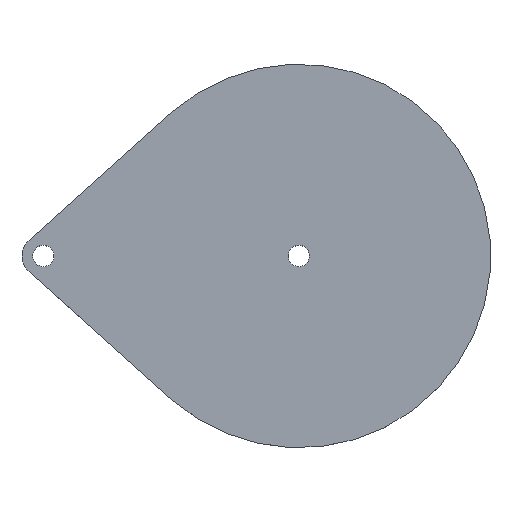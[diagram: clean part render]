
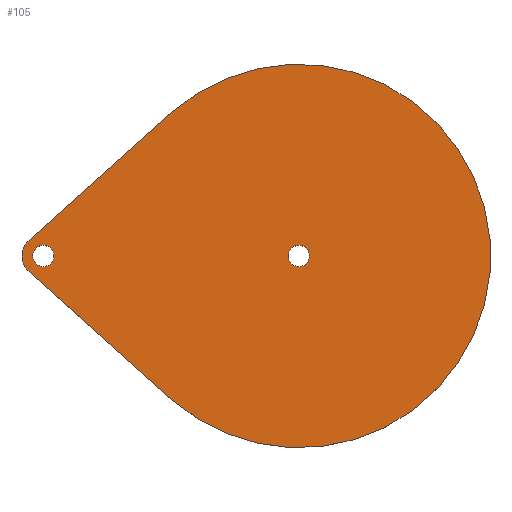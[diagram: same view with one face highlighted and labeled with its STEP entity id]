
A CAD part, top view. The second image highlights one B-rep face of the part: STEP entity #105.
In plain terms, the highlighted planar face has unit normal (0, 0, 1).
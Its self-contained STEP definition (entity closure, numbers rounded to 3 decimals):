
#1 = CARTESIAN_POINT ( 'NONE',  ( 86.109, -4.098, 3. ) ) ;
#4 = CARTESIAN_POINT ( 'NONE',  ( 87.773, -0.373, 3. ) ) ;
#7 = DIRECTION ( 'NONE',  ( -1., 0., 0. ) ) ;
#12 = CIRCLE ( 'NONE', #118, 2.5 ) ;
#25 = ORIENTED_EDGE ( 'NONE', *, *, #86, .F. ) ;
#27 = FACE_BOUND ( 'NONE', #69, .T. ) ;
#33 = LINE ( 'NONE', #4, #214 ) ;
#36 = CARTESIAN_POINT ( 'NONE',  ( 93.609, -4.098, 3. ) ) ;
#42 = EDGE_CURVE ( 'NONE', #300, #191, #420, .T. ) ;
#46 = AXIS2_PLACEMENT_3D ( 'NONE', #346, #247, #7 ) ;
#51 = LINE ( 'NONE', #407, #176 ) ;
#55 = VERTEX_POINT ( 'NONE', #228 ) ;
#60 = CARTESIAN_POINT ( 'NONE',  ( 91.109, -4.098, 3. ) ) ;
#69 = EDGE_LOOP ( 'NONE', ( #399, #384 ) ) ;
#73 = DIRECTION ( 'NONE',  ( -0.745, -0.667, 0. ) ) ;
#86 = EDGE_CURVE ( 'NONE', #101, #244, #12, .T. ) ;
#93 = CIRCLE ( 'NONE', #46, 45.026 ) ;
#95 = CARTESIAN_POINT ( 'NONE',  ( 151.109, -4.098, 3. ) ) ;
#101 = VERTEX_POINT ( 'NONE', #122 ) ;
#103 = AXIS2_PLACEMENT_3D ( 'NONE', #95, #419, #128 ) ;
#105 = ADVANCED_FACE ( 'NONE', ( #323, #416, #27 ), #120, .T. ) ;
#110 = CIRCLE ( 'NONE', #232, 2.5 ) ;
#112 = EDGE_CURVE ( 'NONE', #244, #101, #137, .T. ) ;
#118 = AXIS2_PLACEMENT_3D ( 'NONE', #149, #230, #354 ) ;
#120 = PLANE ( 'NONE',  #234 ) ;
#122 = CARTESIAN_POINT ( 'NONE',  ( 153.609, -4.098, 3. ) ) ;
#127 = EDGE_LOOP ( 'NONE', ( #25, #422 ) ) ;
#128 = DIRECTION ( 'NONE',  ( 1., 0., 0. ) ) ;
#129 = DIRECTION ( 'NONE',  ( 1., 0., 0. ) ) ;
#132 = DIRECTION ( 'NONE',  ( 0., 0., 1. ) ) ;
#137 = CIRCLE ( 'NONE', #103, 2.5 ) ;
#149 = CARTESIAN_POINT ( 'NONE',  ( 151.109, -4.098, 3. ) ) ;
#152 = CIRCLE ( 'NONE', #314, 2.5 ) ;
#155 = ORIENTED_EDGE ( 'NONE', *, *, #344, .T. ) ;
#156 = DIRECTION ( 'NONE',  ( 0., 0., 1. ) ) ;
#173 = DIRECTION ( 'NONE',  ( 0., 0., 1. ) ) ;
#175 = EDGE_CURVE ( 'NONE', #317, #300, #33, .T. ) ;
#176 = VECTOR ( 'NONE', #271, 1000. ) ;
#188 = DIRECTION ( 'NONE',  ( 0., 0., 1. ) ) ;
#191 = VERTEX_POINT ( 'NONE', #1 ) ;
#197 = ORIENTED_EDGE ( 'NONE', *, *, #175, .T. ) ;
#207 = EDGE_CURVE ( 'NONE', #291, #55, #152, .T. ) ;
#212 = CARTESIAN_POINT ( 'NONE',  ( 87.773, -7.823, 3. ) ) ;
#214 = VECTOR ( 'NONE', #73, 1000. ) ;
#219 = DIRECTION ( 'NONE',  ( 1., 0., 0. ) ) ;
#220 = VERTEX_POINT ( 'NONE', #303 ) ;
#228 = CARTESIAN_POINT ( 'NONE',  ( 88.609, -4.098, 3. ) ) ;
#230 = DIRECTION ( 'NONE',  ( 0., 0., 1. ) ) ;
#231 = CARTESIAN_POINT ( 'NONE',  ( 91.109, -4.098, 3. ) ) ;
#232 = AXIS2_PLACEMENT_3D ( 'NONE', #273, #277, #315 ) ;
#234 = AXIS2_PLACEMENT_3D ( 'NONE', #60, #156, #389 ) ;
#244 = VERTEX_POINT ( 'NONE', #403 ) ;
#247 = DIRECTION ( 'NONE',  ( 0., 0., 1. ) ) ;
#248 = CARTESIAN_POINT ( 'NONE',  ( 87.773, -0.373, 3. ) ) ;
#255 = ORIENTED_EDGE ( 'NONE', *, *, #333, .T. ) ;
#271 = DIRECTION ( 'NONE',  ( 0.745, -0.667, 0. ) ) ;
#273 = CARTESIAN_POINT ( 'NONE',  ( 91.109, -4.098, 3. ) ) ;
#276 = CARTESIAN_POINT ( 'NONE',  ( 121.071, 29.445, 3. ) ) ;
#277 = DIRECTION ( 'NONE',  ( 0., 0., 1. ) ) ;
#283 = CIRCLE ( 'NONE', #340, 5. ) ;
#291 = VERTEX_POINT ( 'NONE', #36 ) ;
#300 = VERTEX_POINT ( 'NONE', #248 ) ;
#303 = CARTESIAN_POINT ( 'NONE',  ( 121.071, -37.641, 3. ) ) ;
#305 = ORIENTED_EDGE ( 'NONE', *, *, #42, .T. ) ;
#312 = DIRECTION ( 'NONE',  ( 1., 0., 0. ) ) ;
#314 = AXIS2_PLACEMENT_3D ( 'NONE', #231, #132, #129 ) ;
#315 = DIRECTION ( 'NONE',  ( 1., 0., 0. ) ) ;
#316 = EDGE_CURVE ( 'NONE', #55, #291, #110, .T. ) ;
#317 = VERTEX_POINT ( 'NONE', #276 ) ;
#321 = VERTEX_POINT ( 'NONE', #212 ) ;
#323 = FACE_BOUND ( 'NONE', #127, .T. ) ;
#333 = EDGE_CURVE ( 'NONE', #191, #321, #283, .T. ) ;
#340 = AXIS2_PLACEMENT_3D ( 'NONE', #380, #173, #312 ) ;
#344 = EDGE_CURVE ( 'NONE', #220, #317, #93, .T. ) ;
#346 = CARTESIAN_POINT ( 'NONE',  ( 151.109, -4.098, 3. ) ) ;
#347 = EDGE_CURVE ( 'NONE', #321, #220, #51, .T. ) ;
#348 = ORIENTED_EDGE ( 'NONE', *, *, #347, .T. ) ;
#354 = DIRECTION ( 'NONE',  ( 1., 0., 0. ) ) ;
#358 = CARTESIAN_POINT ( 'NONE',  ( 91.109, -4.098, 3. ) ) ;
#359 = EDGE_LOOP ( 'NONE', ( #305, #255, #348, #155, #197 ) ) ;
#380 = CARTESIAN_POINT ( 'NONE',  ( 91.109, -4.098, 3. ) ) ;
#384 = ORIENTED_EDGE ( 'NONE', *, *, #207, .F. ) ;
#389 = DIRECTION ( 'NONE',  ( 1., 0., 0. ) ) ;
#394 = AXIS2_PLACEMENT_3D ( 'NONE', #358, #188, #219 ) ;
#399 = ORIENTED_EDGE ( 'NONE', *, *, #316, .F. ) ;
#403 = CARTESIAN_POINT ( 'NONE',  ( 148.609, -4.098, 3. ) ) ;
#407 = CARTESIAN_POINT ( 'NONE',  ( 87.773, -7.823, 3. ) ) ;
#416 = FACE_OUTER_BOUND ( 'NONE', #359, .T. ) ;
#419 = DIRECTION ( 'NONE',  ( 0., 0., 1. ) ) ;
#420 = CIRCLE ( 'NONE', #394, 5. ) ;
#422 = ORIENTED_EDGE ( 'NONE', *, *, #112, .F. ) ;
